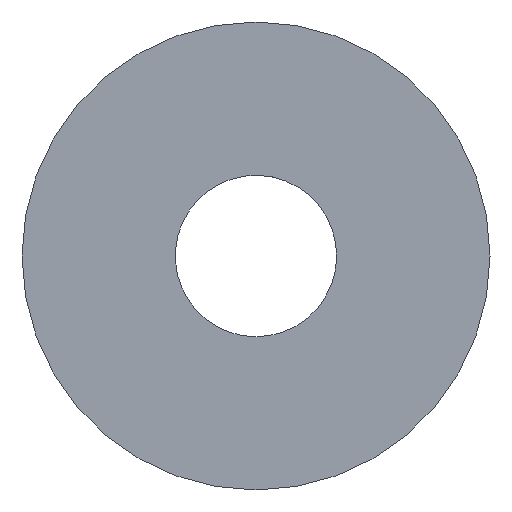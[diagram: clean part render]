
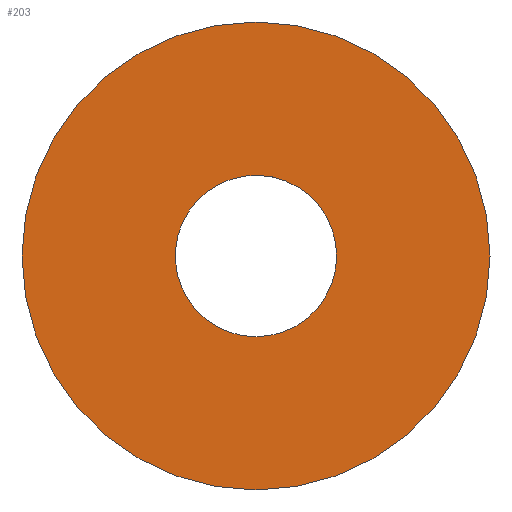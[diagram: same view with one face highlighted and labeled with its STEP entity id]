
A CAD part, left-side view. The second image highlights one B-rep face of the part: STEP entity #203.
In plain terms, the highlighted planar face has unit normal (-1, 0, 0).
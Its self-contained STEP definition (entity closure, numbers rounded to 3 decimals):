
#133=CARTESIAN_POINT('',(-10.,0.,-10.));
#134=VERTEX_POINT('',#133);
#135=CARTESIAN_POINT('',(-10.,3.09,9.511));
#136=VERTEX_POINT('',#135);
#137=CARTESIAN_POINT('',(-10.,0.,0.));
#138=DIRECTION('',(0.,0.,-1.));
#139=DIRECTION('',(-1.,0.,0.));
#140=AXIS2_PLACEMENT_3D('',#137,#139,#138);
#141=CIRCLE('',#140,10.);
#142=EDGE_CURVE('',#134,#136,#141,.T.);
#144=CARTESIAN_POINT('',(-10.,0.,0.));
#145=DIRECTION('',(0.,0.309,0.951));
#146=DIRECTION('',(-1.,0.,-0.));
#147=AXIS2_PLACEMENT_3D('',#144,#146,#145);
#148=CIRCLE('',#147,10.);
#149=EDGE_CURVE('',#136,#134,#148,.T.);
#183=CARTESIAN_POINT('',(-10.,0.,0.));
#184=DIRECTION('',(0.,0.,1.));
#185=DIRECTION('',(-1.,0.,0.));
#186=AXIS2_PLACEMENT_3D('',#183,#185,#184);
#187=PLANE('',#186);
#188=CARTESIAN_POINT('',(-10.,29.,0.));
#189=VERTEX_POINT('',#188);
#190=CARTESIAN_POINT('',(-10.,0.,0.));
#191=DIRECTION('',(-0.,1.,0.));
#192=DIRECTION('',(-1.,0.,0.));
#193=AXIS2_PLACEMENT_3D('',#190,#192,#191);
#194=CIRCLE('',#193,29.);
#195=EDGE_CURVE('',#189,#189,#194,.T.);
#196=ORIENTED_EDGE('E11',*,*,#195,.T.);
#197=EDGE_LOOP('',(#196));
#198=FACE_OUTER_BOUND('',#197,.T.);
#199=ORIENTED_EDGE('',*,*,#149,.F.);
#200=ORIENTED_EDGE('',*,*,#142,.F.);
#201=EDGE_LOOP('',(#199,#200));
#202=FACE_BOUND('',#201,.T.);
#203=ADVANCED_FACE('F3',(#198,#202),#187,.T.);
